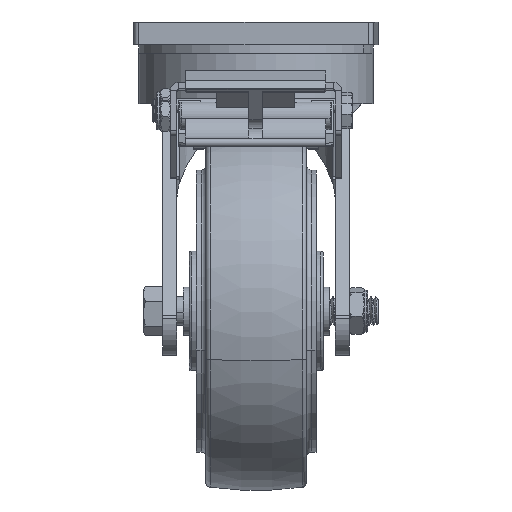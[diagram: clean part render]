
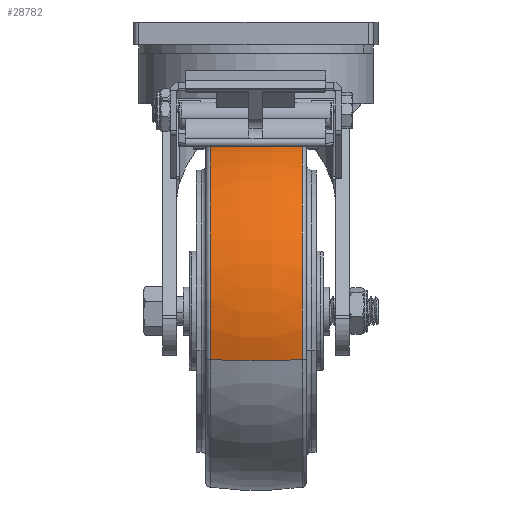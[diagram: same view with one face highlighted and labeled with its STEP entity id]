
A CAD part, front view. The second image highlights one B-rep face of the part: STEP entity #28782.
In plain terms, the highlighted toroidal (fillet/blend) face has major radius 72.75 mm and minor radius 147.75 mm.
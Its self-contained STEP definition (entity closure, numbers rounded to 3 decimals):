
#171 = ORIENTED_EDGE ( 'NONE', *, *, #15974, .T. ) ;
#1231 = CARTESIAN_POINT ( 'NONE',  ( 6.264, -40.7, -54.124 ) ) ;
#1411 = CIRCLE ( 'NONE', #37199, 73.739 ) ;
#2173 = CARTESIAN_POINT ( 'NONE',  ( 25.524, 30.187, -33.814 ) ) ;
#2991 = AXIS2_PLACEMENT_3D ( 'NONE', #1231, #9777, #3750 ) ;
#3750 = DIRECTION ( 'NONE',  ( 0., -0.961, -0.275 ) ) ;
#3871 = CARTESIAN_POINT ( 'NONE',  ( -12.997, 30.187, -33.814 ) ) ;
#4042 = DIRECTION ( 'NONE',  ( 0., -0.961, -0.275 ) ) ;
#4107 = VERTEX_POINT ( 'NONE', #22743 ) ;
#4893 = CARTESIAN_POINT ( 'NONE',  ( -12.997, -40.7, -54.124 ) ) ;
#5825 = AXIS2_PLACEMENT_3D ( 'NONE', #32581, #26616, #9188 ) ;
#6095 = DIRECTION ( 'NONE',  ( -1., 0., 0. ) ) ;
#9188 = DIRECTION ( 'NONE',  ( 0., 0.961, 0.275 ) ) ;
#9777 = DIRECTION ( 'NONE',  ( -1., 0., 0. ) ) ;
#10550 = DIRECTION ( 'NONE',  ( 0., -0.275, 0.961 ) ) ;
#11133 = EDGE_LOOP ( 'NONE', ( #23021, #171, #27081, #18230 ) ) ;
#11338 = FACE_OUTER_BOUND ( 'NONE', #11133, .T. ) ;
#13638 = EDGE_CURVE ( 'NONE', #4107, #18813, #1411, .T. ) ;
#14971 = TOROIDAL_SURFACE ( 'NONE', #2991, -72.75, 147.75 ) ;
#15802 = CIRCLE ( 'NONE', #5825, 147.75 ) ;
#15974 = EDGE_CURVE ( 'NONE', #18813, #26551, #29253, .T. ) ;
#18068 = CARTESIAN_POINT ( 'NONE',  ( 25.524, -40.7, -54.124 ) ) ;
#18230 = ORIENTED_EDGE ( 'NONE', *, *, #27634, .F. ) ;
#18813 = VERTEX_POINT ( 'NONE', #2173 ) ;
#19582 = AXIS2_PLACEMENT_3D ( 'NONE', #22640, #10550, #4042 ) ;
#22295 = DIRECTION ( 'NONE',  ( 0., 0.961, 0.275 ) ) ;
#22640 = CARTESIAN_POINT ( 'NONE',  ( 6.264, -110.637, -74.161 ) ) ;
#22743 = CARTESIAN_POINT ( 'NONE',  ( 25.524, -111.587, -74.434 ) ) ;
#22744 = DIRECTION ( 'NONE',  ( 0., -0.961, -0.275 ) ) ;
#23021 = ORIENTED_EDGE ( 'NONE', *, *, #13638, .T. ) ;
#23711 = CIRCLE ( 'NONE', #28984, 73.739 ) ;
#24615 = CARTESIAN_POINT ( 'NONE',  ( -12.997, -111.587, -74.434 ) ) ;
#26551 = VERTEX_POINT ( 'NONE', #3871 ) ;
#26616 = DIRECTION ( 'NONE',  ( 0., 0.275, -0.961 ) ) ;
#27081 = ORIENTED_EDGE ( 'NONE', *, *, #36580, .T. ) ;
#27634 = EDGE_CURVE ( 'NONE', #4107, #29853, #15802, .T. ) ;
#28782 = ADVANCED_FACE ( 'NONE', ( #11338 ), #14971, .T. ) ;
#28984 = AXIS2_PLACEMENT_3D ( 'NONE', #4893, #33812, #22295 ) ;
#29253 = CIRCLE ( 'NONE', #19582, 147.75 ) ;
#29853 = VERTEX_POINT ( 'NONE', #24615 ) ;
#32581 = CARTESIAN_POINT ( 'NONE',  ( 6.264, 29.236, -34.087 ) ) ;
#33812 = DIRECTION ( 'NONE',  ( 1., 0., 0. ) ) ;
#36580 = EDGE_CURVE ( 'NONE', #26551, #29853, #23711, .T. ) ;
#37199 = AXIS2_PLACEMENT_3D ( 'NONE', #18068, #6095, #22744 ) ;
